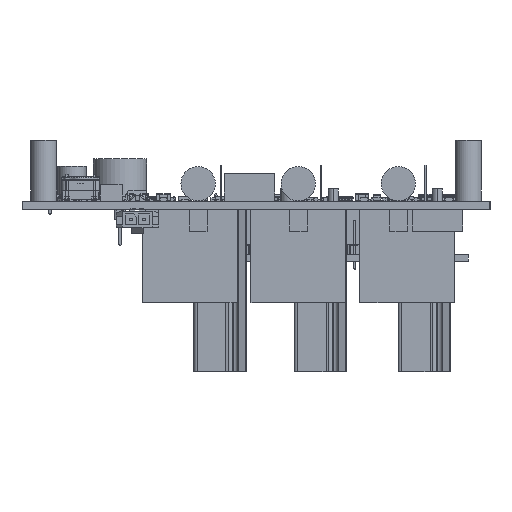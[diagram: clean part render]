
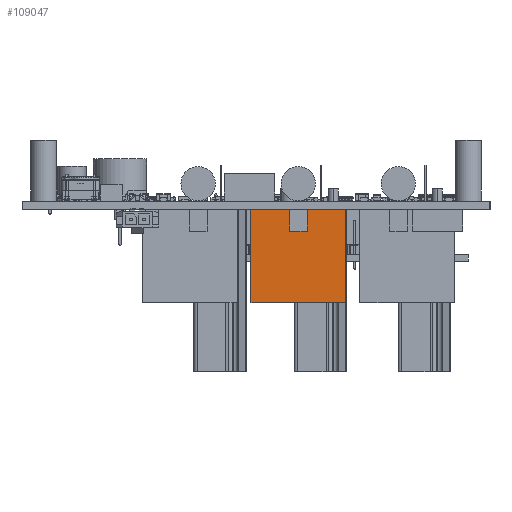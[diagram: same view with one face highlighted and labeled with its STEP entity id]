
A CAD part, left-side view. The second image highlights one B-rep face of the part: STEP entity #109047.
In plain terms, the highlighted planar face has unit normal (-1, 0, 0).
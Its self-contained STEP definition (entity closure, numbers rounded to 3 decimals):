
#108949 = EDGE_CURVE('',#108950,#108952,#108954,.T.);
#108950 = VERTEX_POINT('',#108951);
#108951 = CARTESIAN_POINT('',(-10.9,10.9,0.));
#108952 = VERTEX_POINT('',#108953);
#108953 = CARTESIAN_POINT('',(-10.9,10.9,21.6));
#108954 = LINE('',#108955,#108956);
#108955 = CARTESIAN_POINT('',(-10.9,10.9,0.));
#108956 = VECTOR('',#108957,1.);
#108957 = DIRECTION('',(0.,0.,1.));
#109022 = VERTEX_POINT('',#109023);
#109023 = CARTESIAN_POINT('',(-10.9,-10.9,21.6));
#109029 = EDGE_CURVE('',#109030,#109022,#109032,.T.);
#109030 = VERTEX_POINT('',#109031);
#109031 = CARTESIAN_POINT('',(-10.9,-10.9,0.));
#109032 = LINE('',#109033,#109034);
#109033 = CARTESIAN_POINT('',(-10.9,-10.9,0.));
#109034 = VECTOR('',#109035,1.);
#109035 = DIRECTION('',(0.,0.,1.));
#109047 = ADVANCED_FACE('',(#109048),#109064,.T.);
#109048 = FACE_BOUND('',#109049,.T.);
#109049 = EDGE_LOOP('',(#109050,#109051,#109057,#109058));
#109050 = ORIENTED_EDGE('',*,*,#109029,.T.);
#109051 = ORIENTED_EDGE('',*,*,#109052,.T.);
#109052 = EDGE_CURVE('',#109022,#108952,#109053,.T.);
#109053 = LINE('',#109054,#109055);
#109054 = CARTESIAN_POINT('',(-10.9,-10.9,21.6));
#109055 = VECTOR('',#109056,1.);
#109056 = DIRECTION('',(0.,1.,0.));
#109057 = ORIENTED_EDGE('',*,*,#108949,.F.);
#109058 = ORIENTED_EDGE('',*,*,#109059,.F.);
#109059 = EDGE_CURVE('',#109030,#108950,#109060,.T.);
#109060 = LINE('',#109061,#109062);
#109061 = CARTESIAN_POINT('',(-10.9,-10.9,0.));
#109062 = VECTOR('',#109063,1.);
#109063 = DIRECTION('',(0.,1.,0.));
#109064 = PLANE('',#109065);
#109065 = AXIS2_PLACEMENT_3D('',#109066,#109067,#109068);
#109066 = CARTESIAN_POINT('',(-10.9,-10.9,0.));
#109067 = DIRECTION('',(-1.,0.,0.));
#109068 = DIRECTION('',(0.,1.,0.));
